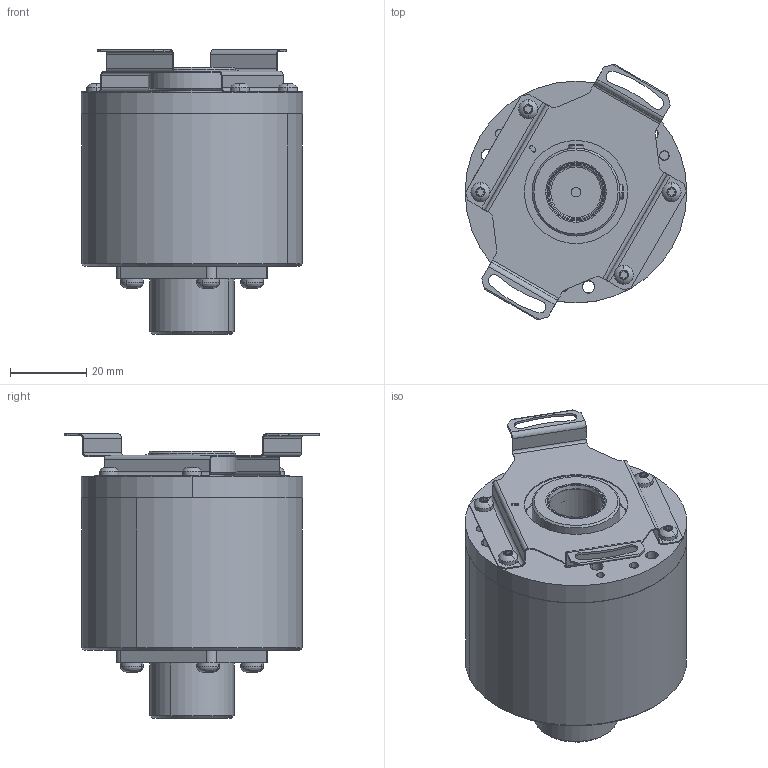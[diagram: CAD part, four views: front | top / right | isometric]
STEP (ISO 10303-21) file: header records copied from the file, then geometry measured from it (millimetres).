
FILE_DESCRIPTION((''),'2;1');
FILE_NAME('530627','2010-10-15T',('se2802'),(''),'PRO/ENGINEER BY PARAMETRIC TECHNOLOGY CORPORATION, 2010180','PRO/ENGINEER BY PARAMETRIC TECHNOLOGY CORPORATION, 2010180','');
FILE_SCHEMA(('CONFIG_CONTROL_DESIGN'));
Length unit declared in the file: millimetre
Products named in the file (1): 530627
Bounding box: 58 x 66.89 x 74.5 mm (x, y, z)
Volume: 79766.8 mm3; surface area: 46574 mm2
Topology: 1 solids, 2 shells, 1405 faces, 3891 edges, 2458 vertices
Faces by surface type: plane 595, cylinder 578, cone 113, torus 93, sphere 16, bspline 8, revolution 2
Entity records: 47459 total; most frequent: CARTESIAN_POINT 10290, DIRECTION 8254, ORIENTED_EDGE 7738, EDGE_CURVE 3869, AXIS2_PLACEMENT_3D 3170, VERTEX_POINT 2459, VECTOR 1912, LINE 1912
